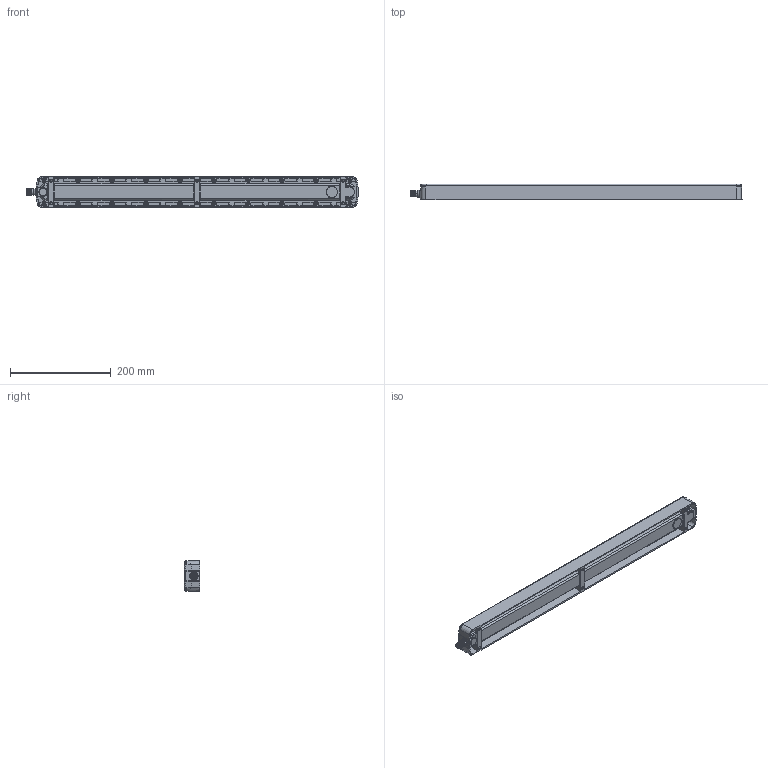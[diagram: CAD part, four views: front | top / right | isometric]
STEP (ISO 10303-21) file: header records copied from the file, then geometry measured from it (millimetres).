
FILE_DESCRIPTION((''),'2;1');
FILE_NAME('238831_SM01_ASM','2024-06-04T10:18:57',('banengservice'),('BANNER ENGINEERING'),'CREO PARAMETRIC BY PTC INC, 2022414','CREO PARAMETRIC BY PTC INC, 2022414','');
FILE_SCHEMA(('CONFIG_CONTROL_DESIGN'));
Length unit declared in the file: millimetre
Products named in the file (2): 238831_EP01; 238831_SM01_ASM
Assembly tree (1 placements, depth 2):
  238831_SM01_ASM
    238831_EP01
Bounding box: 659.39 x 31.3 x 60.89 mm (x, y, z)
Volume: 791680.8 mm3; surface area: 170140 mm2
Topology: 2 solids, 3 shells, 2088 faces, 5298 edges, 3295 vertices
Faces by surface type: plane 823, cylinder 632, bspline 364, cone 123, torus 94, sphere 52
Entity records: 94449 total; most frequent: CARTESIAN_POINT 46898, ORIENTED_EDGE 10572, DIRECTION 8957, EDGE_CURVE 5286, VERTEX_POINT 3295, AXIS2_PLACEMENT_3D 3063, VECTOR 2831, LINE 2831
